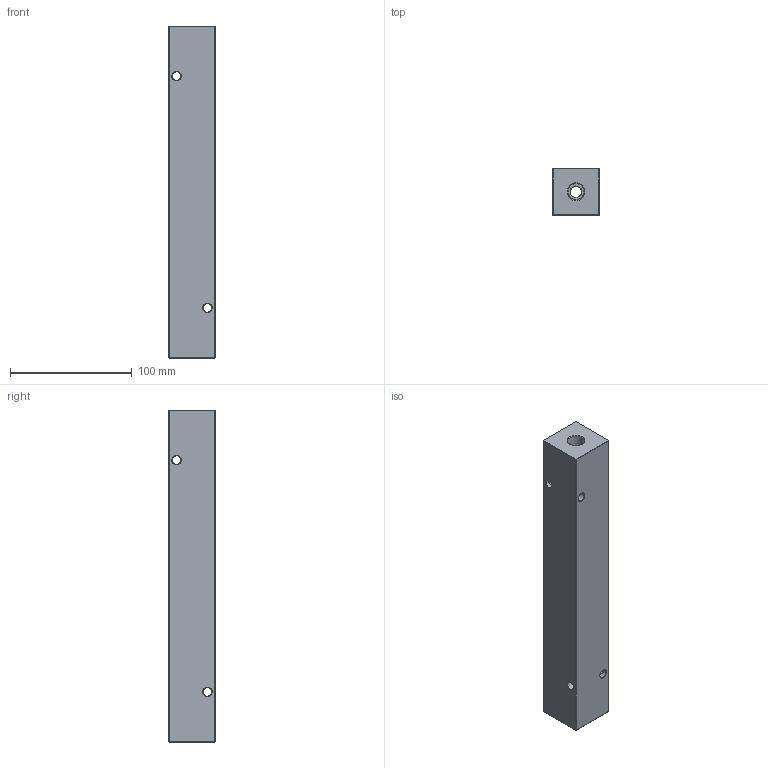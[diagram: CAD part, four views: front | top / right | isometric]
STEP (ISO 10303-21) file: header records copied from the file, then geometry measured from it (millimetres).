
FILE_DESCRIPTION (( 'STEP AP203' ), '1' );
FILE_NAME ('HM-7-90-P-4-2.STEP', '2020-10-29T18:03:52', ( '' ), ( '' ), 'SwSTEP 2.0', 'SolidWorks 2019', '' );
FILE_SCHEMA (( 'CONFIG_CONTROL_DESIGN' ));
Length unit declared in the file: inch
Products named in the file (1): HM-7-90-P-4-2
Bounding box: 38.1 x 38.1 x 273.05 mm (x, y, z)
Volume: 355963.8 mm3; surface area: 59670.1 mm2
Topology: 1 solids, 1 shells, 534 faces, 1397 edges, 908 vertices
Faces by surface type: plane 262, bspline 174, cone 52, cylinder 46
Entity records: 25582 total; most frequent: CARTESIAN_POINT 13537, ORIENTED_EDGE 2794, DIRECTION 1838, EDGE_CURVE 1397, VERTEX_POINT 908, LINE 852, VECTOR 852, EDGE_LOOP 619
